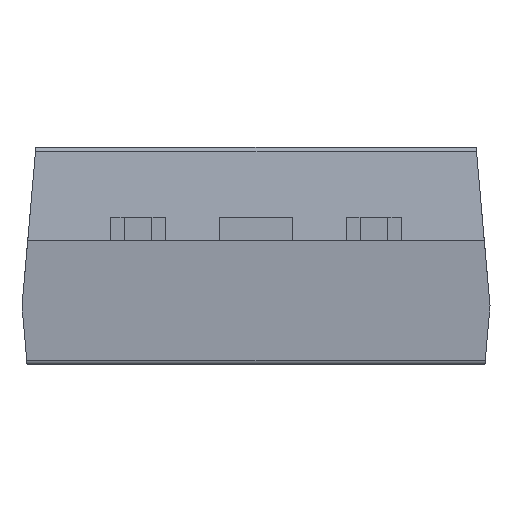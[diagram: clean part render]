
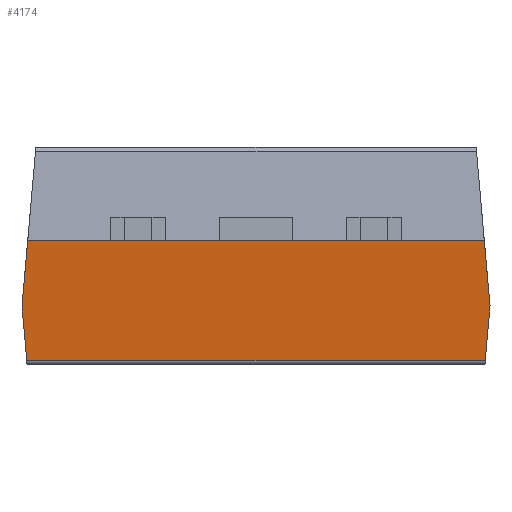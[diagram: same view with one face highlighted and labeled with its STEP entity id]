
A CAD part, front view. The second image highlights one B-rep face of the part: STEP entity #4174.
In plain terms, the highlighted planar face has unit normal (0, -0.996, -0.087).
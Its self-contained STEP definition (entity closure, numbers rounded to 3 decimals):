
#215 = ORIENTED_EDGE ( 'NONE', *, *, #4584, .T. ) ;
#239 = ORIENTED_EDGE ( 'NONE', *, *, #1333, .F. ) ;
#245 = DIRECTION ( 'NONE',  ( -0.087, 0.087, -0.992 ) ) ;
#412 = DIRECTION ( 'NONE',  ( -0.087, -0.087, 0.992 ) ) ;
#431 = ORIENTED_EDGE ( 'NONE', *, *, #5672, .T. ) ;
#726 = CARTESIAN_POINT ( 'NONE',  ( -10.12, -0.327, 2.69 ) ) ;
#930 = EDGE_CURVE ( 'NONE', #2457, #6238, #4667, .T. ) ;
#959 = CARTESIAN_POINT ( 'NONE',  ( -10.12, -0.327, 2.69 ) ) ;
#1126 = CARTESIAN_POINT ( 'NONE',  ( 0., -0.203, 1.27 ) ) ;
#1333 = EDGE_CURVE ( 'NONE', #5320, #4177, #6270, .T. ) ;
#1423 = CARTESIAN_POINT ( 'NONE',  ( -10.243, -0.326, 2.679 ) ) ;
#1487 = CARTESIAN_POINT ( 'NONE',  ( -0.103, -0.1, 0.091 ) ) ;
#1526 = EDGE_LOOP ( 'NONE', ( #6004, #215, #431, #2490, #3556, #239 ) ) ;
#1582 = VECTOR ( 'NONE', #5772, 1000. ) ;
#1758 = AXIS2_PLACEMENT_3D ( 'NONE', #726, #2727, #4691 ) ;
#1822 = CARTESIAN_POINT ( 'NONE',  ( -10.12, -0.203, 1.27 ) ) ;
#1924 = LINE ( 'NONE', #1953, #3262 ) ;
#1953 = CARTESIAN_POINT ( 'NONE',  ( -0.2, -0.402, 3.551 ) ) ;
#1974 = CARTESIAN_POINT ( 'NONE',  ( -10.12, -0.1, 0.091 ) ) ;
#2124 = VERTEX_POINT ( 'NONE', #3652 ) ;
#2229 = VECTOR ( 'NONE', #245, 1000. ) ;
#2245 = CARTESIAN_POINT ( 'NONE',  ( -0.124, -0.327, 2.69 ) ) ;
#2457 = VERTEX_POINT ( 'NONE', #1126 ) ;
#2480 = VECTOR ( 'NONE', #4892, 1000. ) ;
#2490 = ORIENTED_EDGE ( 'NONE', *, *, #930, .F. ) ;
#2727 = DIRECTION ( 'NONE',  ( 0., -0.996, -0.087 ) ) ;
#2833 = EDGE_CURVE ( 'NONE', #2457, #4177, #1924, .T. ) ;
#2924 = LINE ( 'NONE', #3353, #2480 ) ;
#3262 = VECTOR ( 'NONE', #412, 1000. ) ;
#3353 = CARTESIAN_POINT ( 'NONE',  ( -9.997, -0.326, 2.679 ) ) ;
#3556 = ORIENTED_EDGE ( 'NONE', *, *, #2833, .T. ) ;
#3563 = VERTEX_POINT ( 'NONE', #1822 ) ;
#3652 = CARTESIAN_POINT ( 'NONE',  ( -10.017, -0.1, 0.091 ) ) ;
#3748 = VECTOR ( 'NONE', #5289, 1000. ) ;
#3799 = LINE ( 'NONE', #1423, #1582 ) ;
#3897 = DIRECTION ( 'NONE',  ( 1., 0., 0. ) ) ;
#4143 = CARTESIAN_POINT ( 'NONE',  ( 0.047, -0.25, 1.807 ) ) ;
#4174 = ADVANCED_FACE ( 'NONE', ( #5986 ), #6022, .T. ) ;
#4177 = VERTEX_POINT ( 'NONE', #2245 ) ;
#4226 = EDGE_CURVE ( 'NONE', #3563, #5320, #2924, .T. ) ;
#4428 = LINE ( 'NONE', #1974, #3748 ) ;
#4509 = CARTESIAN_POINT ( 'NONE',  ( -9.996, -0.327, 2.69 ) ) ;
#4584 = EDGE_CURVE ( 'NONE', #3563, #2124, #3799, .T. ) ;
#4667 = LINE ( 'NONE', #4143, #2229 ) ;
#4691 = DIRECTION ( 'NONE',  ( 0., 0.087, -0.996 ) ) ;
#4892 = DIRECTION ( 'NONE',  ( 0.087, -0.087, 0.992 ) ) ;
#4943 = VECTOR ( 'NONE', #3897, 1000. ) ;
#5289 = DIRECTION ( 'NONE',  ( 1., 0., 0. ) ) ;
#5320 = VERTEX_POINT ( 'NONE', #4509 ) ;
#5672 = EDGE_CURVE ( 'NONE', #2124, #6238, #4428, .T. ) ;
#5772 = DIRECTION ( 'NONE',  ( 0.087, 0.087, -0.992 ) ) ;
#5986 = FACE_OUTER_BOUND ( 'NONE', #1526, .T. ) ;
#6004 = ORIENTED_EDGE ( 'NONE', *, *, #4226, .F. ) ;
#6022 = PLANE ( 'NONE',  #1758 ) ;
#6238 = VERTEX_POINT ( 'NONE', #1487 ) ;
#6270 = LINE ( 'NONE', #959, #4943 ) ;
